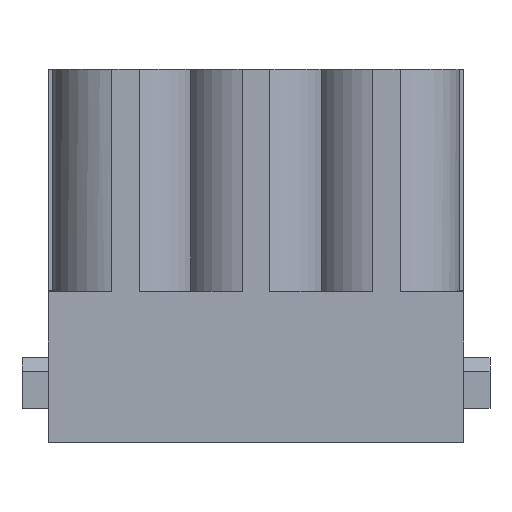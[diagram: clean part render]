
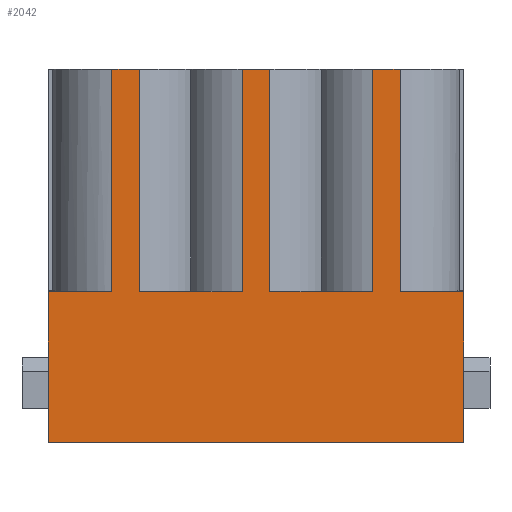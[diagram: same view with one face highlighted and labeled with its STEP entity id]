
A CAD part, left-side view. The second image highlights one B-rep face of the part: STEP entity #2042.
In plain terms, the highlighted planar face has unit normal (-1, 0, 0).
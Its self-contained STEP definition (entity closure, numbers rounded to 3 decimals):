
#456=CARTESIAN_POINT('',(0.,1.9,0.));
#457=VERTEX_POINT('',#456);
#464=CARTESIAN_POINT('',(-0.,32.2,0.));
#465=VERTEX_POINT('',#464);
#466=CARTESIAN_POINT('',(-0.,32.2,0.));
#467=DIRECTION('',(0.,-1.,0.));
#468=VECTOR('',#467,30.3);
#469=LINE('',#466,#468);
#470=EDGE_CURVE('',#465,#457,#469,.T.);
#775=CARTESIAN_POINT('',(0.,8.55,11.));
#776=VERTEX_POINT('',#775);
#793=CARTESIAN_POINT('',(-0.,16.05,11.));
#794=VERTEX_POINT('',#793);
#801=CARTESIAN_POINT('',(0.,8.55,11.));
#802=DIRECTION('',(-0.,1.,0.));
#803=VECTOR('',#802,7.5);
#804=LINE('',#801,#803);
#805=EDGE_CURVE('',#776,#794,#804,.T.);
#1369=CARTESIAN_POINT('',(-0.,18.05,27.2));
#1370=VERTEX_POINT('',#1369);
#1385=CARTESIAN_POINT('',(-0.,18.05,11.));
#1386=VERTEX_POINT('',#1385);
#1393=CARTESIAN_POINT('',(-0.,18.05,27.2));
#1394=DIRECTION('',(0.,0.,-1.));
#1395=VECTOR('',#1394,16.2);
#1396=LINE('',#1393,#1395);
#1397=EDGE_CURVE('',#1370,#1386,#1396,.T.);
#1934=CARTESIAN_POINT('',(-0.,17.05,13.6));
#1935=DIRECTION('',(-1.,-0.,-0.));
#1936=DIRECTION('',(0.,-1.,0.));
#1937=AXIS2_PLACEMENT_3D('',#1934,#1935,#1936);
#1938=PLANE('',#1937);
#1939=ORIENTED_EDGE('',*,*,#805,.T.);
#1940=CARTESIAN_POINT('',(-0.,16.05,27.2));
#1941=VERTEX_POINT('',#1940);
#1942=CARTESIAN_POINT('',(-0.,16.05,11.));
#1943=DIRECTION('',(-0.,0.,1.));
#1944=VECTOR('',#1943,16.2);
#1945=LINE('',#1942,#1944);
#1946=EDGE_CURVE('',#794,#1941,#1945,.T.);
#1947=ORIENTED_EDGE('',*,*,#1946,.T.);
#1948=CARTESIAN_POINT('',(-0.,16.05,27.2));
#1949=DIRECTION('',(-0.,1.,0.));
#1950=VECTOR('',#1949,2.);
#1951=LINE('',#1948,#1950);
#1952=EDGE_CURVE('',#1941,#1370,#1951,.T.);
#1953=ORIENTED_EDGE('',*,*,#1952,.T.);
#1954=ORIENTED_EDGE('',*,*,#1397,.T.);
#1955=CARTESIAN_POINT('',(-0.,25.55,11.));
#1956=VERTEX_POINT('',#1955);
#1957=CARTESIAN_POINT('',(-0.,18.05,11.));
#1958=DIRECTION('',(-0.,1.,0.));
#1959=VECTOR('',#1958,7.5);
#1960=LINE('',#1957,#1959);
#1961=EDGE_CURVE('',#1386,#1956,#1960,.T.);
#1962=ORIENTED_EDGE('',*,*,#1961,.T.);
#1963=CARTESIAN_POINT('',(-0.,25.55,27.2));
#1964=VERTEX_POINT('',#1963);
#1965=CARTESIAN_POINT('',(-0.,25.55,11.));
#1966=DIRECTION('',(-0.,0.,1.));
#1967=VECTOR('',#1966,16.2);
#1968=LINE('',#1965,#1967);
#1969=EDGE_CURVE('',#1956,#1964,#1968,.T.);
#1970=ORIENTED_EDGE('',*,*,#1969,.T.);
#1971=CARTESIAN_POINT('',(-0.,27.55,27.2));
#1972=VERTEX_POINT('',#1971);
#1973=CARTESIAN_POINT('',(-0.,25.55,27.2));
#1974=DIRECTION('',(-0.,1.,0.));
#1975=VECTOR('',#1974,2.);
#1976=LINE('',#1973,#1975);
#1977=EDGE_CURVE('',#1964,#1972,#1976,.T.);
#1978=ORIENTED_EDGE('',*,*,#1977,.T.);
#1979=CARTESIAN_POINT('',(-0.,27.55,11.));
#1980=VERTEX_POINT('',#1979);
#1981=CARTESIAN_POINT('',(-0.,27.55,27.2));
#1982=DIRECTION('',(0.,0.,-1.));
#1983=VECTOR('',#1982,16.2);
#1984=LINE('',#1981,#1983);
#1985=EDGE_CURVE('',#1972,#1980,#1984,.T.);
#1986=ORIENTED_EDGE('',*,*,#1985,.T.);
#1987=CARTESIAN_POINT('',(-0.,32.2,11.));
#1988=VERTEX_POINT('',#1987);
#1989=CARTESIAN_POINT('',(-0.,32.2,11.));
#1990=DIRECTION('',(0.,-1.,0.));
#1991=VECTOR('',#1990,4.65);
#1992=LINE('',#1989,#1991);
#1993=EDGE_CURVE('',#1988,#1980,#1992,.T.);
#1994=ORIENTED_EDGE('',*,*,#1993,.F.);
#1995=CARTESIAN_POINT('',(-0.,32.2,0.));
#1996=DIRECTION('',(-0.,0.,1.));
#1997=VECTOR('',#1996,11.);
#1998=LINE('',#1995,#1997);
#1999=EDGE_CURVE('',#465,#1988,#1998,.T.);
#2000=ORIENTED_EDGE('',*,*,#1999,.F.);
#2001=ORIENTED_EDGE('',*,*,#470,.T.);
#2002=CARTESIAN_POINT('',(0.,1.9,11.));
#2003=VERTEX_POINT('',#2002);
#2004=CARTESIAN_POINT('',(0.,1.9,0.));
#2005=DIRECTION('',(-0.,0.,1.));
#2006=VECTOR('',#2005,11.);
#2007=LINE('',#2004,#2006);
#2008=EDGE_CURVE('',#457,#2003,#2007,.T.);
#2009=ORIENTED_EDGE('',*,*,#2008,.T.);
#2010=CARTESIAN_POINT('',(0.,6.55,11.));
#2011=VERTEX_POINT('',#2010);
#2012=CARTESIAN_POINT('',(0.,6.55,11.));
#2013=DIRECTION('',(0.,-1.,0.));
#2014=VECTOR('',#2013,4.65);
#2015=LINE('',#2012,#2014);
#2016=EDGE_CURVE('',#2011,#2003,#2015,.T.);
#2017=ORIENTED_EDGE('',*,*,#2016,.F.);
#2018=CARTESIAN_POINT('',(-0.,6.55,27.2));
#2019=VERTEX_POINT('',#2018);
#2020=CARTESIAN_POINT('',(0.,6.55,11.));
#2021=DIRECTION('',(-0.,0.,1.));
#2022=VECTOR('',#2021,16.2);
#2023=LINE('',#2020,#2022);
#2024=EDGE_CURVE('',#2011,#2019,#2023,.T.);
#2025=ORIENTED_EDGE('',*,*,#2024,.T.);
#2026=CARTESIAN_POINT('',(-0.,8.55,27.2));
#2027=VERTEX_POINT('',#2026);
#2028=CARTESIAN_POINT('',(-0.,6.55,27.2));
#2029=DIRECTION('',(-0.,1.,0.));
#2030=VECTOR('',#2029,2.);
#2031=LINE('',#2028,#2030);
#2032=EDGE_CURVE('',#2019,#2027,#2031,.T.);
#2033=ORIENTED_EDGE('',*,*,#2032,.T.);
#2034=CARTESIAN_POINT('',(-0.,8.55,27.2));
#2035=DIRECTION('',(0.,0.,-1.));
#2036=VECTOR('',#2035,16.2);
#2037=LINE('',#2034,#2036);
#2038=EDGE_CURVE('',#2027,#776,#2037,.T.);
#2039=ORIENTED_EDGE('',*,*,#2038,.T.);
#2040=EDGE_LOOP('',(#1939,#1947,#1953,#1954,#1962,#1970,#1978,#1986,#1994,#2000,#2001,#2009,#2017,#2025,#2033,#2039));
#2041=FACE_BOUND('',#2040,.T.);
#2042=ADVANCED_FACE('',(#2041),#1938,.T.);
